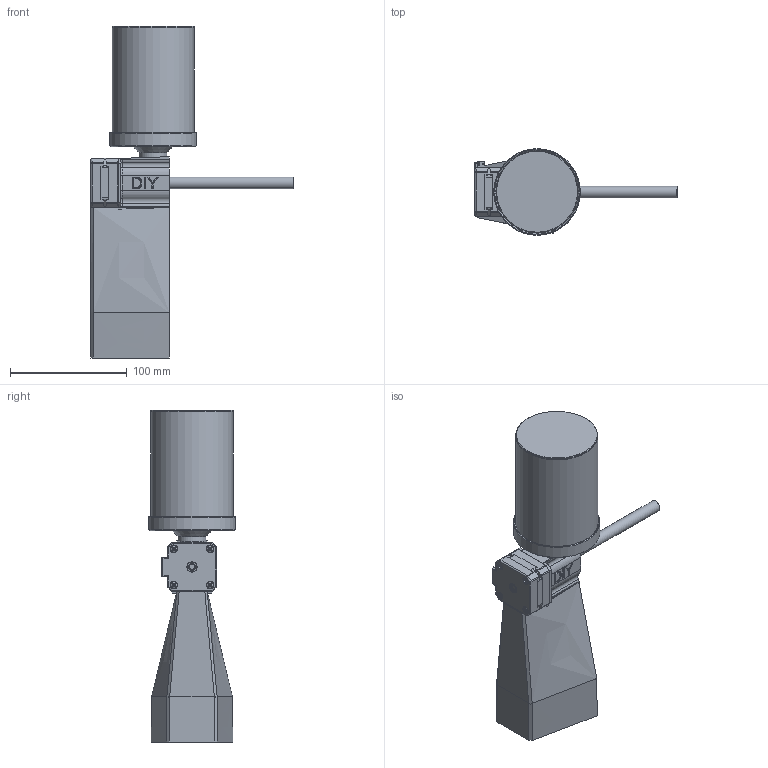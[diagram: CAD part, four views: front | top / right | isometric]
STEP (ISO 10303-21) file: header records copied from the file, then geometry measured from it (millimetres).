
FILE_DESCRIPTION(/* description */ (''),/* implementation_level */ '2;1');
FILE_NAME(/* name */ 'Trickler_10mm v139.step',/* time_stamp */ '2024-08-07T11:41:09+02:00',/* author */ (''),/* organization */ (''),/* preprocessor_version */ 'ST-DEVELOPER v20',/* originating_system */ 'Autodesk Translation Framework v13.14.0.145',/* authorisation */ '');
FILE_SCHEMA (('AUTOMOTIVE_DESIGN { 1 0 10303 214 3 1 1 }'));
Length unit declared in the file: millimetre
Products named in the file (18): Trickler_10mm; NEMA 17; Body; Body001; Body002; Body003; M3x12-Screw; M3x12-Screw004; M3x12-Screw005; M3x12-Screw006; Body004; Body005; Body006; Array; Body007; Body008; 61900-2rs1; BodyTilt2Deg
Assembly tree (23 placements, depth 4):
  Trickler_10mm
    NEMA 17
      Body
      Body001
      Body002
      Body003
      M3x12-Screw
      M3x12-Screw004
      M3x12-Screw005
      M3x12-Screw006
      Body004
      Body005
      Body006
      Array
        Body007  x6
      Body008
    61900-2rs1  x2
    BodyTilt2Deg
Bounding box: 173.2 x 74.3 x 284.5 mm (x, y, z)
Volume: 245386 mm3; surface area: 191049.7 mm2
Topology: 47 solids, 47 shells, 861 faces, 2059 edges, 1288 vertices
Faces by surface type: plane 417, cylinder 188, bspline 98, cone 81, torus 45, sphere 32
Full cylindrical faces by diameter (mm): 3 x20, 3.5 x4, 4 x1, 5 x2, 5.6 x4, 6.2 x4, 6.4 x2, 7 x1, 8 x1, 8.45 x2, 10 x4, 12.118 x1, 13.2 x4, 13.9 x4, 15 x3, 18.2 x4, 19.4 x8, 19.5 x2, 20 x1, 20.1 x1, 21 x2, 22 x3, 22.2 x2, 25.6 x1, 26 x1, 27.872 x1, 30 x1, 60.8 x1, 63.6 x1, 63.7 x1
Entity records: 28487 total; most frequent: CARTESIAN_POINT 10562, ORIENTED_EDGE 3638, DIRECTION 3460, EDGE_CURVE 1819, AXIS2_PLACEMENT_3D 1283, VERTEX_POINT 1161, LINE 894, VECTOR 894
